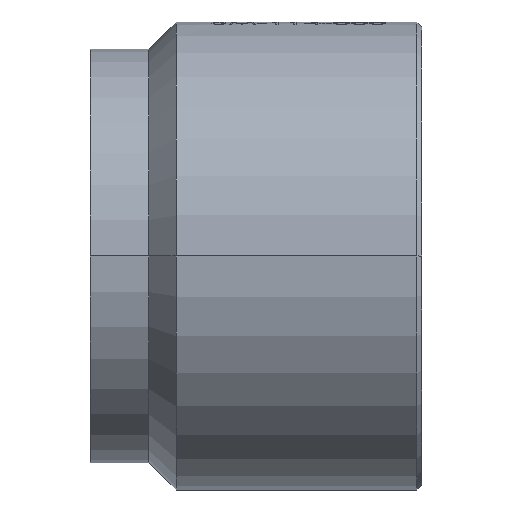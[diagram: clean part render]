
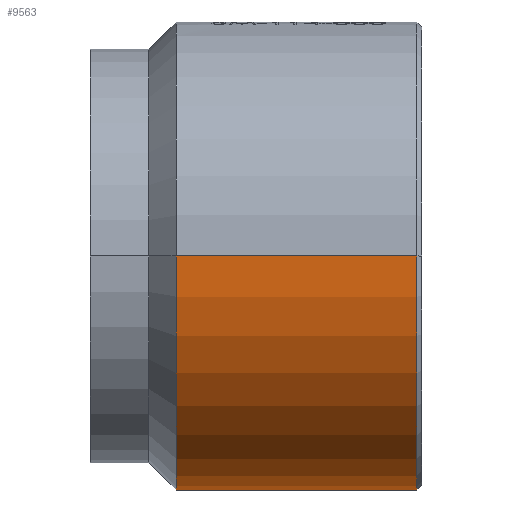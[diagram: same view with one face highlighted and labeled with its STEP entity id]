
A CAD part, front view. The second image highlights one B-rep face of the part: STEP entity #9563.
In plain terms, the highlighted cylindrical face has radius 24 mm (diameter 48 mm), a partial arc.
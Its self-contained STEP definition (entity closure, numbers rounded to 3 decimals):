
#1047 = VECTOR ( 'NONE', #12027, 1000. ) ;
#1508 = ORIENTED_EDGE ( 'NONE', *, *, #14540, .T. ) ;
#1590 = VECTOR ( 'NONE', #16467, 1000. ) ;
#1872 = DIRECTION ( 'NONE',  ( 0., 1., 0. ) ) ;
#1898 = CYLINDRICAL_SURFACE ( 'NONE', #3617, 24. ) ;
#2383 = CARTESIAN_POINT ( 'NONE',  ( 0., 0., 0. ) ) ;
#3617 = AXIS2_PLACEMENT_3D ( 'NONE', #2383, #13504, #14794 ) ;
#3887 = VERTEX_POINT ( 'NONE', #6537 ) ;
#4056 = CARTESIAN_POINT ( 'NONE',  ( -25.2, 0., 0. ) ) ;
#4241 = DIRECTION ( 'NONE',  ( 1., 0., 0. ) ) ;
#4774 = CARTESIAN_POINT ( 'NONE',  ( -0.5, 0., 0. ) ) ;
#5060 = ORIENTED_EDGE ( 'NONE', *, *, #16590, .T. ) ;
#5374 = CIRCLE ( 'NONE', #7018, 24. ) ;
#5375 = EDGE_CURVE ( 'NONE', #9925, #16884, #14768, .T. ) ;
#5609 = LINE ( 'NONE', #14760, #1047 ) ;
#5654 = CIRCLE ( 'NONE', #16253, 24. ) ;
#6537 = CARTESIAN_POINT ( 'NONE',  ( -0.5, -24., 0. ) ) ;
#7018 = AXIS2_PLACEMENT_3D ( 'NONE', #4774, #14348, #1872 ) ;
#7174 = VERTEX_POINT ( 'NONE', #16651 ) ;
#7480 = CARTESIAN_POINT ( 'NONE',  ( -0.5, 24., 0. ) ) ;
#7976 = ORIENTED_EDGE ( 'NONE', *, *, #5375, .T. ) ;
#8368 = EDGE_LOOP ( 'NONE', ( #11640, #1508, #7976, #5060 ) ) ;
#9014 = EDGE_CURVE ( 'NONE', #7174, #3887, #5609, .T. ) ;
#9563 = ADVANCED_FACE ( 'NONE', ( #12661 ), #1898, .T. ) ;
#9925 = VERTEX_POINT ( 'NONE', #17960 ) ;
#11640 = ORIENTED_EDGE ( 'NONE', *, *, #9014, .F. ) ;
#12027 = DIRECTION ( 'NONE',  ( 1., 0., 0. ) ) ;
#12661 = FACE_OUTER_BOUND ( 'NONE', #8368, .T. ) ;
#13504 = DIRECTION ( 'NONE',  ( 1., 0., 0. ) ) ;
#13849 = DIRECTION ( 'NONE',  ( 0., 1., 0. ) ) ;
#14348 = DIRECTION ( 'NONE',  ( -1., 0., 0. ) ) ;
#14540 = EDGE_CURVE ( 'NONE', #7174, #9925, #5654, .T. ) ;
#14760 = CARTESIAN_POINT ( 'NONE',  ( 0., -24., 0. ) ) ;
#14768 = LINE ( 'NONE', #17818, #1590 ) ;
#14794 = DIRECTION ( 'NONE',  ( 0., 1., 0. ) ) ;
#16253 = AXIS2_PLACEMENT_3D ( 'NONE', #4056, #4241, #13849 ) ;
#16467 = DIRECTION ( 'NONE',  ( 1., 0., 0. ) ) ;
#16590 = EDGE_CURVE ( 'NONE', #16884, #3887, #5374, .T. ) ;
#16651 = CARTESIAN_POINT ( 'NONE',  ( -25.2, -24., 0. ) ) ;
#16884 = VERTEX_POINT ( 'NONE', #7480 ) ;
#17818 = CARTESIAN_POINT ( 'NONE',  ( 0., 24., 0. ) ) ;
#17960 = CARTESIAN_POINT ( 'NONE',  ( -25.2, 24., 0. ) ) ;
